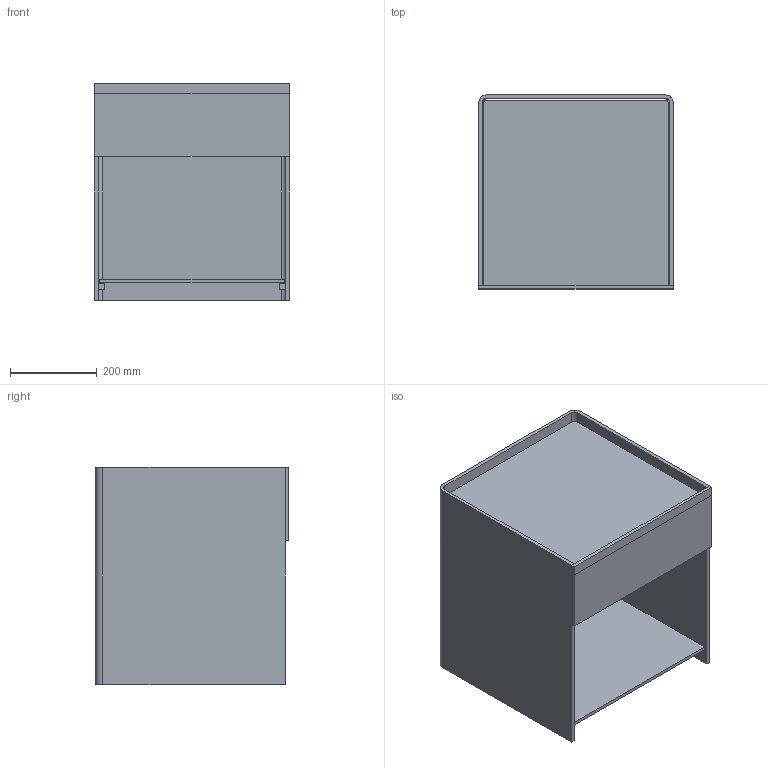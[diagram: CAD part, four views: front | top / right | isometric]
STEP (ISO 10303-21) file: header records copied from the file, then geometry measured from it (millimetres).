
FILE_DESCRIPTION(/* description */ (''),/* implementation_level */ '2;1');
FILE_NAME(/* name */ 'DINO_C~1',/* time_stamp */ '2019-07-02T15:43:35+02:00',/* author */ (''),/* organization */ (''),/* preprocessor_version */ 'ST-DEVELOPER v16.5',/* originating_system */ '',/* authorisation */ '');
FILE_SCHEMA (('CONFIG_CONTROL_DESIGN'));
Length unit declared in the file: millimetre
Products named in the file (1): Document
Bounding box: 450 x 448.08 x 500 mm (x, y, z)
Volume: 33166605 mm3; surface area: 2551905.9 mm2
Topology: 12 solids, 13 shells, 101 faces, 232 edges, 156 vertices
Faces by surface type: plane 85, bspline 16
Entity records: 2546 total; most frequent: CARTESIAN_POINT 840, ORIENTED_EDGE 460, EDGE_CURVE 232, B_SPLINE_CURVE_WITH_KNOTS 179, VERTEX_POINT 156, ADVANCED_FACE 101, FACE_OUTER_BOUND 101, EDGE_LOOP 101
